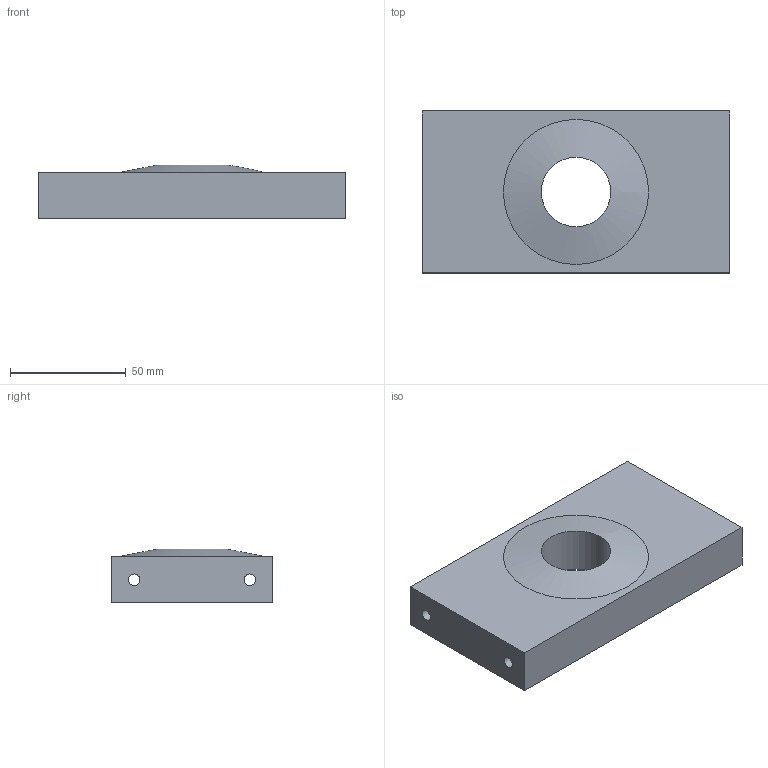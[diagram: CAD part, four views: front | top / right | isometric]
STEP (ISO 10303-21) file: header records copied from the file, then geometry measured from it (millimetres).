
FILE_DESCRIPTION(('FreeCAD Model'),'2;1');
FILE_NAME('Open CASCADE Shape Model','2023-09-13T18:44:07',(''),(''), 'Open CASCADE STEP processor 7.6','FreeCAD','Unknown');
FILE_SCHEMA(('AUTOMOTIVE_DESIGN { 1 0 10303 214 1 1 1 1 }'));
Length unit declared in the file: millimetre
Products named in the file (1): Fusion001
Bounding box: 132.94 x 70 x 23.23 mm (x, y, z)
Volume: 167786.9 mm3; surface area: 31419 mm2
Topology: 1 solids, 1 shells, 11 faces, 25 edges, 16 vertices
Faces by surface type: plane 6, cylinder 3, sphere 2
Full cylindrical faces by diameter (mm): 5 x2, 30 x1
Entity records: 677 total; most frequent: CARTESIAN_POINT 116, DIRECTION 106, LINE 58, VECTOR 58, ORIENTED_EDGE 50, PCURVE 50, DEFINITIONAL_REPRESENTATION 50, EDGE_CURVE 25
